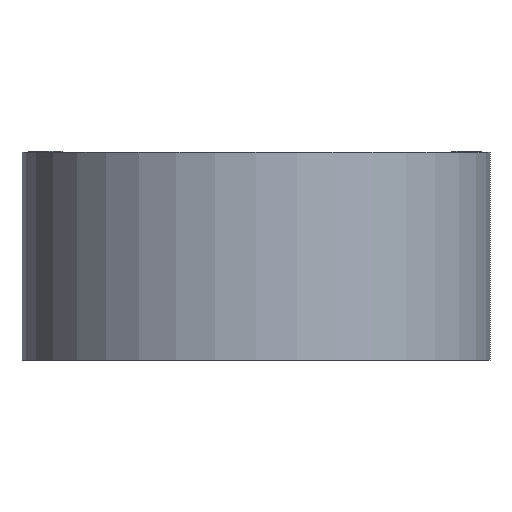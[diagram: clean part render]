
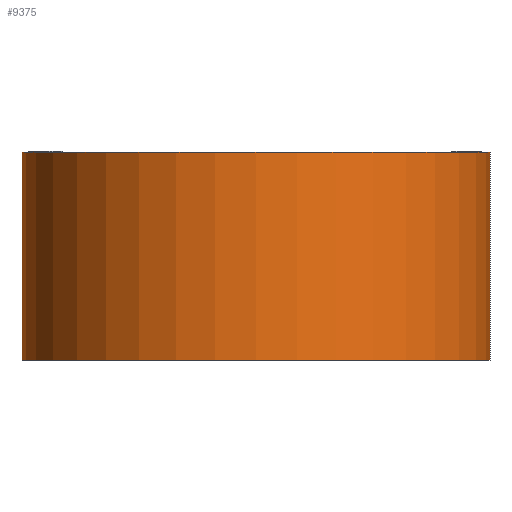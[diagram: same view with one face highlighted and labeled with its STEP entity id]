
A CAD part, left-side view. The second image highlights one B-rep face of the part: STEP entity #9375.
In plain terms, the highlighted cylindrical face has radius 36 mm (diameter 72 mm), a partial arc.
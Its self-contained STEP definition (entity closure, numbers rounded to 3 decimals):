
#26 = DIRECTION ( 'NONE',  ( 0., 1., 0. ) ) ;
#90 = LINE ( 'NONE', #614, #8901 ) ;
#614 = CARTESIAN_POINT ( 'NONE',  ( 0., 32., -36. ) ) ;
#921 = DIRECTION ( 'NONE',  ( 0., 0., 1. ) ) ;
#933 = AXIS2_PLACEMENT_3D ( 'NONE', #1006, #26, #2176 ) ;
#1006 = CARTESIAN_POINT ( 'NONE',  ( 0., 0., 0. ) ) ;
#1666 = EDGE_CURVE ( 'NONE', #2132, #13202, #4485, .T. ) ;
#1913 = EDGE_CURVE ( 'NONE', #3640, #2132, #10153, .T. ) ;
#1944 = CARTESIAN_POINT ( 'NONE',  ( 0., 32., -36. ) ) ;
#2132 = VERTEX_POINT ( 'NONE', #8723 ) ;
#2176 = DIRECTION ( 'NONE',  ( 0., 0., 1. ) ) ;
#2565 = ORIENTED_EDGE ( 'NONE', *, *, #8867, .T. ) ;
#2759 = EDGE_LOOP ( 'NONE', ( #4416, #5456, #13430, #2565 ) ) ;
#2797 = VERTEX_POINT ( 'NONE', #3733 ) ;
#3045 = FACE_OUTER_BOUND ( 'NONE', #2759, .T. ) ;
#3640 = VERTEX_POINT ( 'NONE', #1944 ) ;
#3733 = CARTESIAN_POINT ( 'NONE',  ( 0., 0., -36. ) ) ;
#4416 = ORIENTED_EDGE ( 'NONE', *, *, #1666, .F. ) ;
#4418 = DIRECTION ( 'NONE',  ( 0., 0., -1. ) ) ;
#4473 = DIRECTION ( 'NONE',  ( 0., -1., 0. ) ) ;
#4485 = LINE ( 'NONE', #10748, #10668 ) ;
#5420 = EDGE_CURVE ( 'NONE', #3640, #2797, #90, .T. ) ;
#5456 = ORIENTED_EDGE ( 'NONE', *, *, #1913, .F. ) ;
#6092 = CARTESIAN_POINT ( 'NONE',  ( 0., 0., 36. ) ) ;
#6870 = DIRECTION ( 'NONE',  ( 0., 1., 0. ) ) ;
#7870 = CARTESIAN_POINT ( 'NONE',  ( 0., 32., 0. ) ) ;
#8391 = AXIS2_PLACEMENT_3D ( 'NONE', #10382, #12873, #4418 ) ;
#8723 = CARTESIAN_POINT ( 'NONE',  ( 0., 32., 36. ) ) ;
#8867 = EDGE_CURVE ( 'NONE', #2797, #13202, #14143, .T. ) ;
#8901 = VECTOR ( 'NONE', #4473, 1000. ) ;
#9375 = ADVANCED_FACE ( 'NONE', ( #3045 ), #14897, .T. ) ;
#9812 = AXIS2_PLACEMENT_3D ( 'NONE', #7870, #6870, #921 ) ;
#10153 = CIRCLE ( 'NONE', #9812, 36. ) ;
#10382 = CARTESIAN_POINT ( 'NONE',  ( 0., 32., 0. ) ) ;
#10668 = VECTOR ( 'NONE', #13405, 1000. ) ;
#10748 = CARTESIAN_POINT ( 'NONE',  ( 0., 32., 36. ) ) ;
#12873 = DIRECTION ( 'NONE',  ( 0., -1., 0. ) ) ;
#13202 = VERTEX_POINT ( 'NONE', #6092 ) ;
#13405 = DIRECTION ( 'NONE',  ( 0., -1., 0. ) ) ;
#13430 = ORIENTED_EDGE ( 'NONE', *, *, #5420, .T. ) ;
#14143 = CIRCLE ( 'NONE', #933, 36. ) ;
#14897 = CYLINDRICAL_SURFACE ( 'NONE', #8391, 36. ) ;
